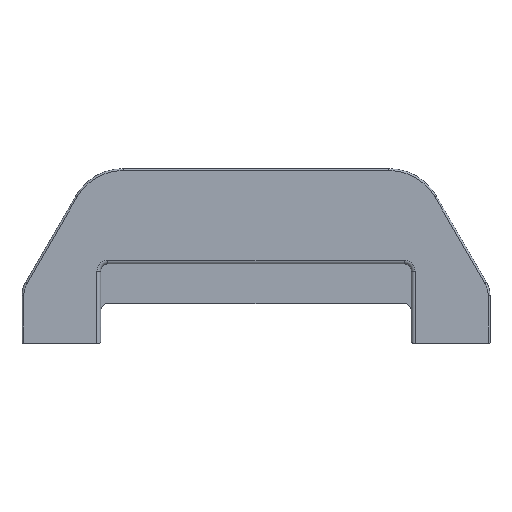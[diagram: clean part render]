
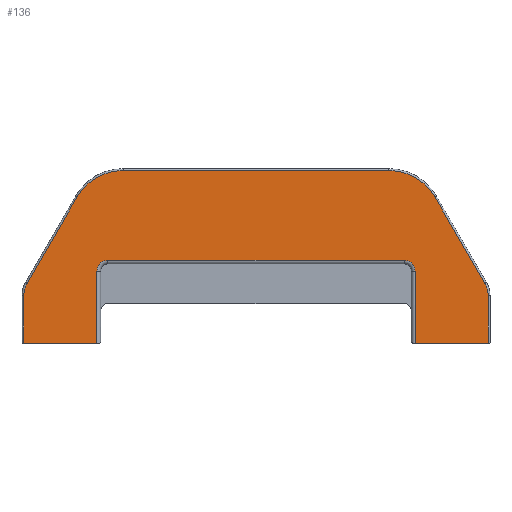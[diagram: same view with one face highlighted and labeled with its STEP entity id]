
A CAD part, front view. The second image highlights one B-rep face of the part: STEP entity #136.
In plain terms, the highlighted planar face has unit normal (0, -1, 0).
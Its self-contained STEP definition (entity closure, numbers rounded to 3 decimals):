
#136 = ADVANCED_FACE( '', ( #371 ), #372, .T. );
#371 = FACE_OUTER_BOUND( '', #708, .T. );
#372 = PLANE( '', #709 );
#708 = EDGE_LOOP( '', ( #1049, #1050, #1051, #1052, #1053, #1054, #1055, #1056, #1057, #1058, #1059, #1060, #1061, #1062, #1063, #1064 ) );
#709 = AXIS2_PLACEMENT_3D( '', #1065, #1066, #1067 );
#1049 = ORIENTED_EDGE( '', *, *, #1999, .F. );
#1050 = ORIENTED_EDGE( '', *, *, #2000, .T. );
#1051 = ORIENTED_EDGE( '', *, *, #2001, .F. );
#1052 = ORIENTED_EDGE( '', *, *, #2002, .T. );
#1053 = ORIENTED_EDGE( '', *, *, #2003, .T. );
#1054 = ORIENTED_EDGE( '', *, *, #2004, .T. );
#1055 = ORIENTED_EDGE( '', *, *, #2005, .T. );
#1056 = ORIENTED_EDGE( '', *, *, #2006, .T. );
#1057 = ORIENTED_EDGE( '', *, *, #2007, .T. );
#1058 = ORIENTED_EDGE( '', *, *, #2008, .T. );
#1059 = ORIENTED_EDGE( '', *, *, #2009, .T. );
#1060 = ORIENTED_EDGE( '', *, *, #2010, .T. );
#1061 = ORIENTED_EDGE( '', *, *, #2011, .T. );
#1062 = ORIENTED_EDGE( '', *, *, #1992, .T. );
#1063 = ORIENTED_EDGE( '', *, *, #2012, .T. );
#1064 = ORIENTED_EDGE( '', *, *, #2013, .T. );
#1065 = CARTESIAN_POINT( '', ( -64., -12.5, 0. ) );
#1066 = DIRECTION( '', ( 0., -1., 0. ) );
#1067 = DIRECTION( '', ( 0., 0., -1. ) );
#1992 = EDGE_CURVE( '', #2360, #2364, #2366, .T. );
#1999 = EDGE_CURVE( '', #2377, #2378, #2379, .F. );
#2000 = EDGE_CURVE( '', #2377, #2380, #2381, .T. );
#2001 = EDGE_CURVE( '', #2382, #2380, #2383, .F. );
#2002 = EDGE_CURVE( '', #2382, #2384, #2385, .T. );
#2003 = EDGE_CURVE( '', #2384, #2386, #2387, .T. );
#2004 = EDGE_CURVE( '', #2386, #2388, #2389, .T. );
#2005 = EDGE_CURVE( '', #2388, #2390, #2391, .T. );
#2006 = EDGE_CURVE( '', #2390, #2392, #2393, .F. );
#2007 = EDGE_CURVE( '', #2392, #2394, #2395, .F. );
#2008 = EDGE_CURVE( '', #2394, #2396, #2397, .F. );
#2009 = EDGE_CURVE( '', #2396, #2398, #2399, .F. );
#2010 = EDGE_CURVE( '', #2398, #2400, #2401, .F. );
#2011 = EDGE_CURVE( '', #2400, #2360, #2402, .T. );
#2012 = EDGE_CURVE( '', #2364, #2403, #2404, .T. );
#2013 = EDGE_CURVE( '', #2403, #2378, #2405, .T. );
#2360 = VERTEX_POINT( '', #2892 );
#2364 = VERTEX_POINT( '', #2897 );
#2366 = LINE( '', #2899, #2900 );
#2377 = VERTEX_POINT( '', #2915 );
#2378 = VERTEX_POINT( '', #2916 );
#2379 = CIRCLE( '', #2917, 14.5 );
#2380 = VERTEX_POINT( '', #2918 );
#2381 = LINE( '', #2919, #2920 );
#2382 = VERTEX_POINT( '', #2921 );
#2383 = CIRCLE( '', #2922, 14.5 );
#2384 = VERTEX_POINT( '', #2923 );
#2385 = LINE( '', #2924, #2925 );
#2386 = VERTEX_POINT( '', #2926 );
#2387 = CIRCLE( '', #2927, 6.5 );
#2388 = VERTEX_POINT( '', #2928 );
#2389 = LINE( '', #2929, #2930 );
#2390 = VERTEX_POINT( '', #2931 );
#2391 = LINE( '', #2932, #2933 );
#2392 = VERTEX_POINT( '', #2934 );
#2393 = LINE( '', #2935, #2936 );
#2394 = VERTEX_POINT( '', #2937 );
#2395 = CIRCLE( '', #2938, 3. );
#2396 = VERTEX_POINT( '', #2939 );
#2397 = LINE( '', #2940, #2941 );
#2398 = VERTEX_POINT( '', #2942 );
#2399 = CIRCLE( '', #2943, 3. );
#2400 = VERTEX_POINT( '', #2944 );
#2401 = LINE( '', #2945, #2946 );
#2402 = LINE( '', #2947, #2948 );
#2403 = VERTEX_POINT( '', #2949 );
#2404 = CIRCLE( '', #2950, 6.5 );
#2405 = LINE( '', #2951, #2952 );
#2892 = CARTESIAN_POINT( '', ( 63.5, -12.5, 0. ) );
#2897 = CARTESIAN_POINT( '', ( 63.5, -12.5, 13.118 ) );
#2899 = CARTESIAN_POINT( '', ( 63.5, -12.5, 13.118 ) );
#2900 = VECTOR( '', #3587, 1000. );
#2915 = CARTESIAN_POINT( '', ( 36.357, -12.5, 47.28 ) );
#2916 = CARTESIAN_POINT( '', ( 48.902, -12.5, 40.051 ) );
#2917 = AXIS2_PLACEMENT_3D( '', #3592, #3593, #3594 );
#2918 = CARTESIAN_POINT( '', ( -36.357, -12.5, 47.28 ) );
#2919 = CARTESIAN_POINT( '', ( -45., -12.5, 47.28 ) );
#2920 = VECTOR( '', #3595, 1000. );
#2921 = CARTESIAN_POINT( '', ( -48.902, -12.5, 40.051 ) );
#2922 = AXIS2_PLACEMENT_3D( '', #3596, #3597, #3598 );
#2923 = CARTESIAN_POINT( '', ( -62.624, -12.5, 16.378 ) );
#2924 = CARTESIAN_POINT( '', ( -70.075, -12.5, 3.521 ) );
#2925 = VECTOR( '', #3599, 1000. );
#2926 = CARTESIAN_POINT( '', ( -63.5, -12.5, 13.118 ) );
#2927 = AXIS2_PLACEMENT_3D( '', #3600, #3601, #3602 );
#2928 = CARTESIAN_POINT( '', ( -63.5, -12.5, 0. ) );
#2929 = CARTESIAN_POINT( '', ( -63.5, -12.5, 0. ) );
#2930 = VECTOR( '', #3603, 1000. );
#2931 = CARTESIAN_POINT( '', ( -43.5, -12.5, 0. ) );
#2932 = CARTESIAN_POINT( '', ( -64., -12.5, 0. ) );
#2933 = VECTOR( '', #3604, 1000. );
#2934 = CARTESIAN_POINT( '', ( -43.5, -12.5, 19.71 ) );
#2935 = CARTESIAN_POINT( '', ( -43.5, -12.5, 19.71 ) );
#2936 = VECTOR( '', #3605, 1000. );
#2937 = CARTESIAN_POINT( '', ( -40.5, -12.5, 22.71 ) );
#2938 = AXIS2_PLACEMENT_3D( '', #3606, #3607, #3608 );
#2939 = CARTESIAN_POINT( '', ( 40.5, -12.5, 22.71 ) );
#2940 = CARTESIAN_POINT( '', ( 40.5, -12.5, 22.71 ) );
#2941 = VECTOR( '', #3609, 1000. );
#2942 = CARTESIAN_POINT( '', ( 43.5, -12.5, 19.71 ) );
#2943 = AXIS2_PLACEMENT_3D( '', #3610, #3611, #3612 );
#2944 = CARTESIAN_POINT( '', ( 43.5, -12.5, 0. ) );
#2945 = CARTESIAN_POINT( '', ( 43.5, -12.5, 0. ) );
#2946 = VECTOR( '', #3613, 1000. );
#2947 = CARTESIAN_POINT( '', ( -64., -12.5, 0. ) );
#2948 = VECTOR( '', #3614, 1000. );
#2949 = CARTESIAN_POINT( '', ( 62.624, -12.5, 16.378 ) );
#2950 = AXIS2_PLACEMENT_3D( '', #3615, #3616, #3617 );
#2951 = CARTESIAN_POINT( '', ( 37.886, -12.5, 59.056 ) );
#2952 = VECTOR( '', #3618, 1000. );
#3587 = DIRECTION( '', ( 0., 0., 1. ) );
#3592 = CARTESIAN_POINT( '', ( 36.357, -12.5, 32.78 ) );
#3593 = DIRECTION( '', ( 0., -1., 0. ) );
#3594 = DIRECTION( '', ( 0., 0., -1. ) );
#3595 = DIRECTION( '', ( -1., 0., 0. ) );
#3596 = CARTESIAN_POINT( '', ( -36.357, -12.5, 32.78 ) );
#3597 = DIRECTION( '', ( 0., -1., 0. ) );
#3598 = DIRECTION( '', ( 0., 0., -1. ) );
#3599 = DIRECTION( '', ( -0.501, 0., -0.865 ) );
#3600 = CARTESIAN_POINT( '', ( -57., -12.5, 13.118 ) );
#3601 = DIRECTION( '', ( 0., -1., 0. ) );
#3602 = DIRECTION( '', ( 0., 0., -1. ) );
#3603 = DIRECTION( '', ( 0., 0., -1. ) );
#3604 = DIRECTION( '', ( 1., 0., 0. ) );
#3605 = DIRECTION( '', ( 0., 0., -1. ) );
#3606 = CARTESIAN_POINT( '', ( -40.5, -12.5, 19.71 ) );
#3607 = DIRECTION( '', ( 0., -1., 0. ) );
#3608 = DIRECTION( '', ( 0., 0., -1. ) );
#3609 = DIRECTION( '', ( -1., 0., 0. ) );
#3610 = CARTESIAN_POINT( '', ( 40.5, -12.5, 19.71 ) );
#3611 = DIRECTION( '', ( 0., -1., 0. ) );
#3612 = DIRECTION( '', ( 0., 0., -1. ) );
#3613 = DIRECTION( '', ( 0., 0., 1. ) );
#3614 = DIRECTION( '', ( 1., 0., 0. ) );
#3615 = CARTESIAN_POINT( '', ( 57., -12.5, 13.118 ) );
#3616 = DIRECTION( '', ( 0., -1., 0. ) );
#3617 = DIRECTION( '', ( 0., 0., -1. ) );
#3618 = DIRECTION( '', ( -0.501, 0., 0.865 ) );
